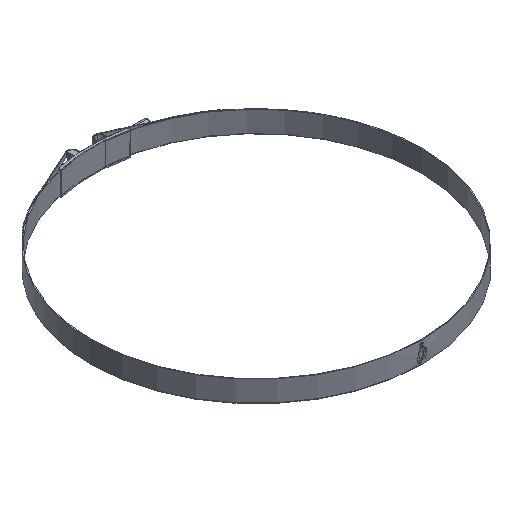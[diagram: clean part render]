
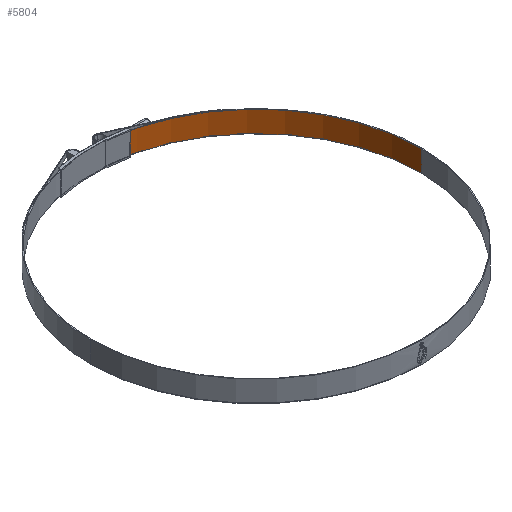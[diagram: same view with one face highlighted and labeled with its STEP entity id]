
A CAD part, isometric view. The second image highlights one B-rep face of the part: STEP entity #5804.
In plain terms, the highlighted cylindrical face has radius 150 mm (diameter 300 mm), a partial arc.
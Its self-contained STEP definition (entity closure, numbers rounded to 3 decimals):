
#124 = VERTEX_POINT ( 'NONE', #1243 ) ;
#727 = CARTESIAN_POINT ( 'NONE',  ( 12.097, 149.511, 9.65 ) ) ;
#1200 = DIRECTION ( 'NONE',  ( 0., 0., -1. ) ) ;
#1243 = CARTESIAN_POINT ( 'NONE',  ( 12.097, 149.511, -9.65 ) ) ;
#1684 = DIRECTION ( 'NONE',  ( 0., 0., -1. ) ) ;
#1967 = CARTESIAN_POINT ( 'NONE',  ( 0., 0., 9.65 ) ) ;
#2700 = CIRCLE ( 'NONE', #5934, 150. ) ;
#2772 = CYLINDRICAL_SURFACE ( 'NONE', #9171, 150. ) ;
#2780 = LINE ( 'NONE', #7224, #11125 ) ;
#3522 = EDGE_CURVE ( 'NONE', #7470, #124, #8376, .T. ) ;
#3564 = CARTESIAN_POINT ( 'NONE',  ( 150., 0., -9.65 ) ) ;
#4015 = DIRECTION ( 'NONE',  ( 0., 0., -1. ) ) ;
#4504 = ORIENTED_EDGE ( 'NONE', *, *, #11805, .T. ) ;
#4564 = DIRECTION ( 'NONE',  ( -1., 0., 0. ) ) ;
#5043 = CIRCLE ( 'NONE', #8552, 150. ) ;
#5804 = ADVANCED_FACE ( 'NONE', ( #8030 ), #2772, .F. ) ;
#5934 = AXIS2_PLACEMENT_3D ( 'NONE', #1967, #4015, #6330 ) ;
#6330 = DIRECTION ( 'NONE',  ( -1., 0., 0. ) ) ;
#6403 = CARTESIAN_POINT ( 'NONE',  ( 0., 0., 9.65 ) ) ;
#7224 = CARTESIAN_POINT ( 'NONE',  ( 150., 0., 9.65 ) ) ;
#7470 = VERTEX_POINT ( 'NONE', #727 ) ;
#7622 = VERTEX_POINT ( 'NONE', #7907 ) ;
#7907 = CARTESIAN_POINT ( 'NONE',  ( 150., 0., 9.65 ) ) ;
#8030 = FACE_OUTER_BOUND ( 'NONE', #11449, .T. ) ;
#8376 = LINE ( 'NONE', #12893, #9654 ) ;
#8552 = AXIS2_PLACEMENT_3D ( 'NONE', #14244, #9567, #11885 ) ;
#9171 = AXIS2_PLACEMENT_3D ( 'NONE', #6403, #1200, #4564 ) ;
#9567 = DIRECTION ( 'NONE',  ( 0., 0., -1. ) ) ;
#9654 = VECTOR ( 'NONE', #12028, 1000. ) ;
#9709 = EDGE_CURVE ( 'NONE', #7470, #7622, #2700, .T. ) ;
#10407 = EDGE_CURVE ( 'NONE', #7622, #12698, #2780, .T. ) ;
#10657 = ORIENTED_EDGE ( 'NONE', *, *, #10407, .F. ) ;
#11125 = VECTOR ( 'NONE', #1684, 1000. ) ;
#11449 = EDGE_LOOP ( 'NONE', ( #10657, #12345, #12139, #4504 ) ) ;
#11805 = EDGE_CURVE ( 'NONE', #124, #12698, #5043, .T. ) ;
#11885 = DIRECTION ( 'NONE',  ( -1., 0., 0. ) ) ;
#12028 = DIRECTION ( 'NONE',  ( 0., 0., -1. ) ) ;
#12139 = ORIENTED_EDGE ( 'NONE', *, *, #3522, .T. ) ;
#12345 = ORIENTED_EDGE ( 'NONE', *, *, #9709, .F. ) ;
#12698 = VERTEX_POINT ( 'NONE', #3564 ) ;
#12893 = CARTESIAN_POINT ( 'NONE',  ( 12.097, 149.511, 9.65 ) ) ;
#14244 = CARTESIAN_POINT ( 'NONE',  ( 0., 0., -9.65 ) ) ;
